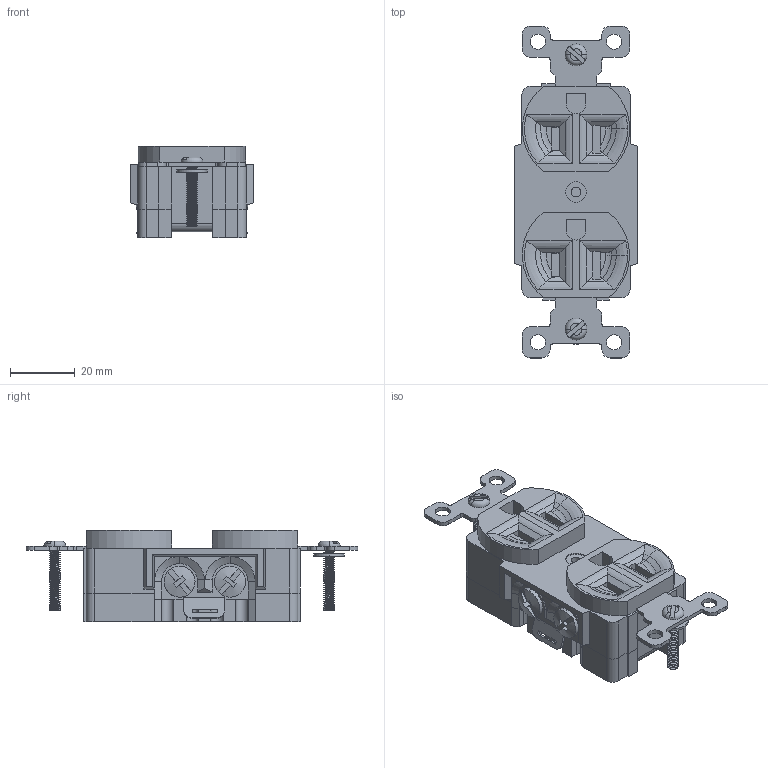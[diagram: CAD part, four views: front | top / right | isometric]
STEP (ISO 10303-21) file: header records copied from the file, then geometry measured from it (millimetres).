
FILE_DESCRIPTION (( 'STEP AP214' ), '1' );
FILE_NAME ('BRY5262GRY.STEP', '2014-06-19T16:48:43', ( '' ), ( '' ), 'SwSTEP 2.0', 'SolidWorks 2013', '' );
FILE_SCHEMA (( 'AUTOMOTIVE_DESIGN' ));
Length unit declared in the file: inch
Products named in the file (1): BRY5262GRY
Bounding box: 38.1 x 102.23 x 28.07 mm (x, y, z)
Volume: 53124.5 mm3; surface area: 15793.2 mm2
Topology: 1 solids, 1 shells, 569 faces, 1585 edges, 1036 vertices
Faces by surface type: plane 304, cylinder 214, bspline 19, torus 16, cone 12, sphere 4
Entity records: 35810 total; most frequent: CARTESIAN_POINT 17068, ORIENTED_EDGE 3170, DIRECTION 2544, EDGE_CURVE 1585, VERTEX_POINT 1036, VECTOR 932, LINE 932, AXIS2_PLACEMENT_3D 806
